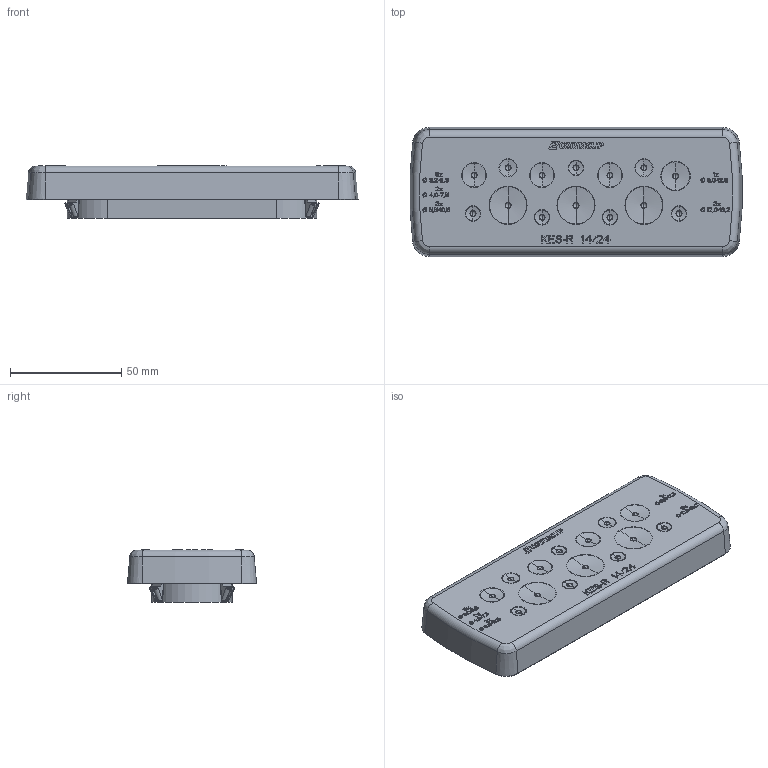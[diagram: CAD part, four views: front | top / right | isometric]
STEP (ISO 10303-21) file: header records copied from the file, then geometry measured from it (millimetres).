
FILE_DESCRIPTION(/* description */ (''),/* implementation_level */ '2;1');
FILE_NAME(/* name */ 'KES-R_14-24.stp',/* time_stamp */ '2018-01-25T14:00:54+01:00',/* author */ (''),/* organization */ (''),/* preprocessor_version */ 'ST-DEVELOPER v16',/* originating_system */ 'SIEMENS PLM Software NX 10.0',/* authorisation */ '');
FILE_SCHEMA (('CONFIG_CONTROL_DESIGN'));
Length unit declared in the file: millimetre
Products named in the file (1): model2
Bounding box: 149.26 x 58.07 x 23.65 mm (x, y, z)
Volume: 153439 mm3; surface area: 25221 mm2
Topology: 1 solids, 1 shells, 2054 faces, 5597 edges, 3638 vertices
Faces by surface type: plane 1726, cylinder 120, sphere 80, torus 70, bspline 52, cone 6
Entity records: 65975 total; most frequent: CARTESIAN_POINT 14132, ORIENTED_EDGE 11138, DIRECTION 9977, EDGE_CURVE 5569, LINE 4939, VECTOR 4939, VERTEX_POINT 3638, AXIS2_PLACEMENT_3D 2519
